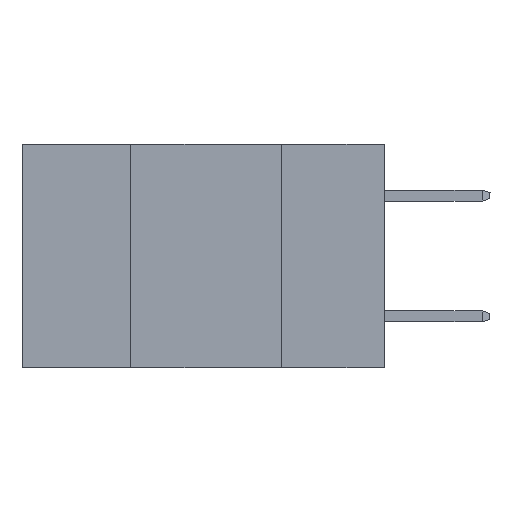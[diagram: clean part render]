
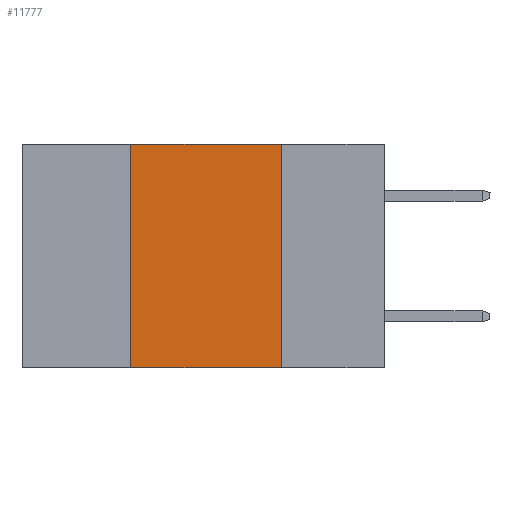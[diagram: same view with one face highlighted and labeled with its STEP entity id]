
A CAD part, left-side view. The second image highlights one B-rep face of the part: STEP entity #11777.
In plain terms, the highlighted planar face has unit normal (-1, 0, 0).
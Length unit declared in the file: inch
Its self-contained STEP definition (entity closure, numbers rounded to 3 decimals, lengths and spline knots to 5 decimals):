
#66 = CARTESIAN_POINT ( 'NONE',  ( 0., 0.6, 0. ) ) ;
#469 = ORIENTED_EDGE ( 'NONE', *, *, #18568, .F. ) ;
#651 = CARTESIAN_POINT ( 'NONE',  ( 0., 0.17, -0.37 ) ) ;
#2156 = DIRECTION ( 'NONE',  ( 0., -1., 0. ) ) ;
#2497 = DIRECTION ( 'NONE',  ( 0., 0., -1. ) ) ;
#2564 = DIRECTION ( 'NONE',  ( 0., 0., -1. ) ) ;
#2664 = EDGE_CURVE ( 'NONE', #13984, #12660, #7668, .T. ) ;
#3539 = EDGE_LOOP ( 'NONE', ( #5421, #469, #17487, #4369 ) ) ;
#4206 = CARTESIAN_POINT ( 'NONE',  ( 0., 0.6, 0. ) ) ;
#4369 = ORIENTED_EDGE ( 'NONE', *, *, #17307, .T. ) ;
#5421 = ORIENTED_EDGE ( 'NONE', *, *, #2664, .F. ) ;
#5805 = LINE ( 'NONE', #4206, #8592 ) ;
#6251 = CARTESIAN_POINT ( 'NONE',  ( 0., 0.42, 0. ) ) ;
#6829 = CARTESIAN_POINT ( 'NONE',  ( 0., 0.42, -0.37 ) ) ;
#7331 = EDGE_CURVE ( 'NONE', #10557, #23888, #11775, .T. ) ;
#7668 = LINE ( 'NONE', #13399, #21203 ) ;
#8592 = VECTOR ( 'NONE', #2156, 39.37008 ) ;
#8937 = CARTESIAN_POINT ( 'NONE',  ( 0., 0.6, -0.37 ) ) ;
#10557 = VERTEX_POINT ( 'NONE', #6829 ) ;
#10748 = FACE_OUTER_BOUND ( 'NONE', #3539, .T. ) ;
#11194 = CARTESIAN_POINT ( 'NONE',  ( 0., 0.42, 0. ) ) ;
#11775 = LINE ( 'NONE', #6251, #14187 ) ;
#11777 = ADVANCED_FACE ( 'NONE', ( #10748 ), #17952, .F. ) ;
#12660 = VERTEX_POINT ( 'NONE', #651 ) ;
#13399 = CARTESIAN_POINT ( 'NONE',  ( 0., 0.17, 0. ) ) ;
#13984 = VERTEX_POINT ( 'NONE', #19811 ) ;
#14187 = VECTOR ( 'NONE', #22773, 39.37008 ) ;
#17307 = EDGE_CURVE ( 'NONE', #10557, #12660, #23585, .T. ) ;
#17340 = VECTOR ( 'NONE', #24446, 39.37008 ) ;
#17487 = ORIENTED_EDGE ( 'NONE', *, *, #7331, .F. ) ;
#17952 = PLANE ( 'NONE',  #21553 ) ;
#18568 = EDGE_CURVE ( 'NONE', #23888, #13984, #5805, .T. ) ;
#19811 = CARTESIAN_POINT ( 'NONE',  ( 0., 0.17, 0. ) ) ;
#21203 = VECTOR ( 'NONE', #2564, 39.37008 ) ;
#21553 = AXIS2_PLACEMENT_3D ( 'NONE', #66, #24663, #2497 ) ;
#22773 = DIRECTION ( 'NONE',  ( 0., 0., 1. ) ) ;
#23585 = LINE ( 'NONE', #8937, #17340 ) ;
#23888 = VERTEX_POINT ( 'NONE', #11194 ) ;
#24446 = DIRECTION ( 'NONE',  ( 0., -1., 0. ) ) ;
#24663 = DIRECTION ( 'NONE',  ( 1., 0., 0. ) ) ;
